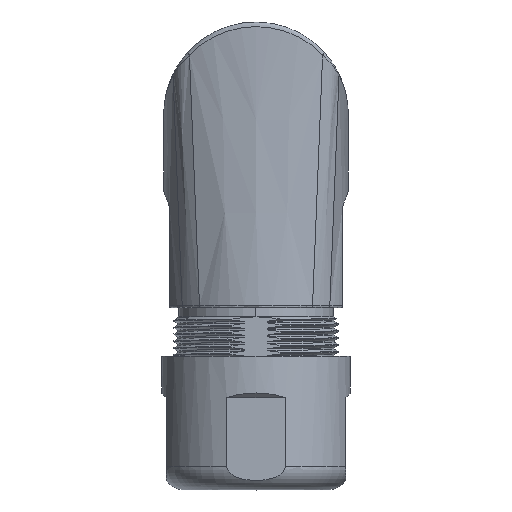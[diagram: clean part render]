
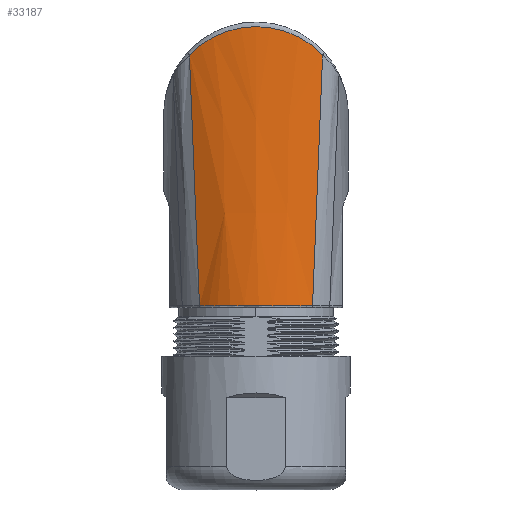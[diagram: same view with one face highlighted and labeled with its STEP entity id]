
A CAD part, top view. The second image highlights one B-rep face of the part: STEP entity #33187.
In plain terms, the highlighted free-form (B-spline) face has degree [3, 3] with [7, 4] control points.
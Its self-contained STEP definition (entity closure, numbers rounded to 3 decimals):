
#6321=CARTESIAN_POINT('',(-7.228,6.419,9.231));
#6341=CARTESIAN_POINT('',(-6.137,-20.813,
7.91));
#6355=CARTESIAN_POINT('',(7.228,6.42,9.231));
#6356=CARTESIAN_POINT('',(7.118,6.534,9.274));
#6357=CARTESIAN_POINT('',(6.894,6.757,9.36));
#6358=CARTESIAN_POINT('',(6.543,7.073,9.483));
#6359=CARTESIAN_POINT('',(6.18,7.372,9.599));
#6360=CARTESIAN_POINT('',(5.804,7.651,9.71));
#6361=CARTESIAN_POINT('',(5.417,7.912,9.813));
#6362=CARTESIAN_POINT('',(5.02,8.153,9.909));
#6363=CARTESIAN_POINT('',(4.613,8.375,9.998));
#6364=CARTESIAN_POINT('',(4.198,8.577,10.079));
#6365=CARTESIAN_POINT('',(3.776,8.76,10.153));
#6366=CARTESIAN_POINT('',(3.347,8.922,10.218));
#6367=CARTESIAN_POINT('',(2.912,9.065,10.275));
#6368=CARTESIAN_POINT('',(2.472,9.187,10.325));
#6369=CARTESIAN_POINT('',(2.028,9.289,10.366));
#6370=CARTESIAN_POINT('',(1.581,9.371,10.399));
#6371=CARTESIAN_POINT('',(1.131,9.432,10.424));
#6372=CARTESIAN_POINT('',(0.679,9.473,10.44));
#6373=CARTESIAN_POINT('',(0.226,9.494,10.449));
#6374=CARTESIAN_POINT('',(-0.227,9.493,
10.449));
#6375=CARTESIAN_POINT('',(-0.68,9.473,
10.44));
#6376=CARTESIAN_POINT('',(-1.131,9.432,10.424));
#6377=CARTESIAN_POINT('',(-1.581,9.371,10.399));
#6378=CARTESIAN_POINT('',(-2.029,9.289,10.366));
#6379=CARTESIAN_POINT('',(-2.473,9.187,10.325));
#6380=CARTESIAN_POINT('',(-2.912,9.065,10.275));
#6381=CARTESIAN_POINT('',(-3.347,8.922,10.218));
#6382=CARTESIAN_POINT('',(-3.776,8.759,10.153));
#6383=CARTESIAN_POINT('',(-4.198,8.577,10.079));
#6384=CARTESIAN_POINT('',(-4.613,8.374,9.998));
#6385=CARTESIAN_POINT('',(-5.02,8.152,9.909));
#6386=CARTESIAN_POINT('',(-5.417,7.911,9.813));
#6387=CARTESIAN_POINT('',(-5.804,7.65,9.71));
#6388=CARTESIAN_POINT('',(-6.18,7.371,9.599));
#6389=CARTESIAN_POINT('',(-6.543,7.073,9.482));
#6390=CARTESIAN_POINT('',(-6.894,6.756,9.36));
#6391=CARTESIAN_POINT('',(-7.118,6.534,9.274));
#6392=CARTESIAN_POINT('',(-7.228,6.419,9.231));
#6394=CARTESIAN_POINT('',(6.137,-20.813,7.91));
#6395=CARTESIAN_POINT('',(5.727,-20.811,8.227));
#6396=CARTESIAN_POINT('',(4.871,-20.809,8.784));
#6397=CARTESIAN_POINT('',(3.571,-20.806,9.384));
#6398=CARTESIAN_POINT('',(2.173,-20.804,9.801));
#6399=CARTESIAN_POINT('',(0.74,-20.803,
10.01));
#6400=CARTESIAN_POINT('',(-0.705,-20.803,
10.014));
#6401=CARTESIAN_POINT('',(-2.161,-20.804,
9.802));
#6402=CARTESIAN_POINT('',(-3.5,-20.806,
9.408));
#6403=CARTESIAN_POINT('',(-4.814,-20.808,
8.817));
#6404=CARTESIAN_POINT('',(-5.705,-20.811,
8.244));
#6405=CARTESIAN_POINT('',(-6.137,-20.813,
7.91));
#6407=DIRECTION('',(-0.04,0.998,0.048));
#6408=VECTOR('',#6407,27.286);
#6409=CARTESIAN_POINT('',(-6.137,-20.813,
7.91));
#6410=LINE('',#6409,#6408);
#6451=DIRECTION('',(0.04,0.998,0.048));
#6452=VECTOR('',#6451,27.287);
#6453=CARTESIAN_POINT('',(6.137,-20.813,7.91));
#6454=LINE('',#6453,#6452);
#18394=VERTEX_POINT('',#6341);
#18396=VERTEX_POINT('',#6394);
#18410=VERTEX_POINT('',#6321);
#18412=VERTEX_POINT('',#6355);
#33149=CARTESIAN_POINT('',(6.318,-21.419,
7.715));
#33150=CARTESIAN_POINT('',(6.766,-10.913,
8.252));
#33151=CARTESIAN_POINT('',(7.213,-0.407,
8.788));
#33152=CARTESIAN_POINT('',(7.66,10.1,9.324));
#33153=CARTESIAN_POINT('',(5.405,-21.419,
8.473));
#33154=CARTESIAN_POINT('',(5.729,-10.913,
8.886));
#33155=CARTESIAN_POINT('',(6.054,-0.407,
9.299));
#33156=CARTESIAN_POINT('',(6.378,10.1,9.712));
#33157=CARTESIAN_POINT('',(3.381,-21.419,
9.61));
#33158=CARTESIAN_POINT('',(3.535,-10.913,
9.831));
#33159=CARTESIAN_POINT('',(3.689,-0.407,
10.052));
#33160=CARTESIAN_POINT('',(3.844,10.1,10.273));
#33161=CARTESIAN_POINT('',(0.,-21.419,10.178));
#33162=CARTESIAN_POINT('',(0.,-10.913,10.301));
#33163=CARTESIAN_POINT('',(0.,-0.407,10.424));
#33164=CARTESIAN_POINT('',(0.,10.1,10.546));
#33165=CARTESIAN_POINT('',(-3.381,-21.419,
9.61));
#33166=CARTESIAN_POINT('',(-3.535,-10.913,
9.831));
#33167=CARTESIAN_POINT('',(-3.689,-0.407,
10.052));
#33168=CARTESIAN_POINT('',(-3.844,10.1,
10.273));
#33169=CARTESIAN_POINT('',(-5.405,-21.419,
8.473));
#33170=CARTESIAN_POINT('',(-5.729,-10.913,
8.886));
#33171=CARTESIAN_POINT('',(-6.054,-0.407,
9.299));
#33172=CARTESIAN_POINT('',(-6.378,10.1,
9.712));
#33173=CARTESIAN_POINT('',(-6.318,-21.419,
7.715));
#33174=CARTESIAN_POINT('',(-6.766,-10.913,
8.252));
#33175=CARTESIAN_POINT('',(-7.213,-0.407,
8.788));
#33176=CARTESIAN_POINT('',(-7.66,10.1,
9.324));
#33177=B_SPLINE_SURFACE_WITH_KNOTS('',3,3,((#33149,#33150,#33151,#33152),
(#33153,#33154,#33155,#33156),(#33157,#33158,#33159,#33160),(#33161,#33162,
#33163,#33164),(#33165,#33166,#33167,#33168),(#33169,#33170,#33171,#33172),(
#33173,#33174,#33175,#33176)),.UNSPECIFIED.,.F.,.F.,.F.,(4,1,1,1,4),(4,4),(
0.282,0.395,0.5,0.605,0.718),(
-0.012,0.915),.UNSPECIFIED.);
#33179=ORIENTED_EDGE('',*,*,#33178,.F.);
#33181=ORIENTED_EDGE('',*,*,#33180,.F.);
#33183=ORIENTED_EDGE('',*,*,#33182,.T.);
#33184=ORIENTED_EDGE('',*,*,#33141,.T.);
#33185=EDGE_LOOP('',(#33179,#33181,#33183,#33184));
#33186=FACE_OUTER_BOUND('',#33185,.F.);
#33187=ADVANCED_FACE('',(#33186),#33177,.F.);
#6393=B_SPLINE_CURVE_WITH_KNOTS('',3,(#6355,#6356,#6357,#6358,#6359,#6360,#6361,
#6362,#6363,#6364,#6365,#6366,#6367,#6368,#6369,#6370,#6371,#6372,#6373,#6374,
#6375,#6376,#6377,#6378,#6379,#6380,#6381,#6382,#6383,#6384,#6385,#6386,#6387,
#6388,#6389,#6390,#6391,#6392),.UNSPECIFIED.,.F.,.F.,(4,1,1,1,1,1,1,1,1,1,1,1,1,
1,1,1,1,1,1,1,1,1,1,1,1,1,1,1,1,1,1,1,1,1,1,4),(0.,0.029,
0.057,0.086,0.114,0.143,
0.171,0.2,0.229,0.257,0.286,
0.314,0.343,0.371,0.4,0.429,
0.457,0.486,0.514,0.543,
0.571,0.6,0.629,0.657,0.686,
0.714,0.743,0.771,0.8,0.829,
0.857,0.886,0.914,0.943,
0.971,1.),.UNSPECIFIED.);
#6406=B_SPLINE_CURVE_WITH_KNOTS('',3,(#6394,#6395,#6396,#6397,#6398,#6399,#6400,
#6401,#6402,#6403,#6404,#6405),.UNSPECIFIED.,.F.,.F.,(4,1,1,1,1,1,1,1,1,4),
(0.,0.111,0.222,0.333,0.444,
0.556,0.667,0.778,0.889,1.),
.UNSPECIFIED.);
#33141=EDGE_CURVE('',#18394,#18410,#6410,.T.);
#33178=EDGE_CURVE('',#18412,#18410,#6393,.T.);
#33180=EDGE_CURVE('',#18396,#18412,#6454,.T.);
#33182=EDGE_CURVE('',#18396,#18394,#6406,.T.);
